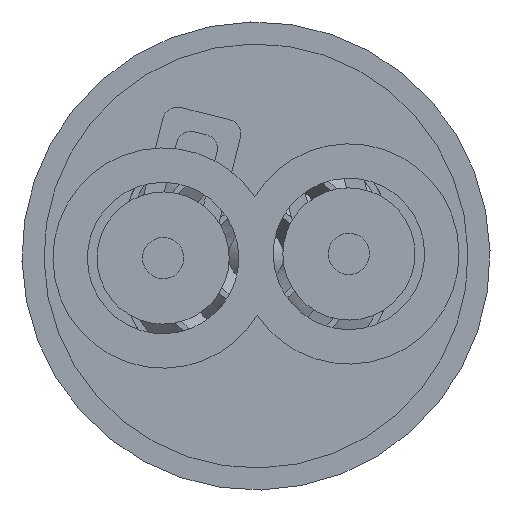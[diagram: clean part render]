
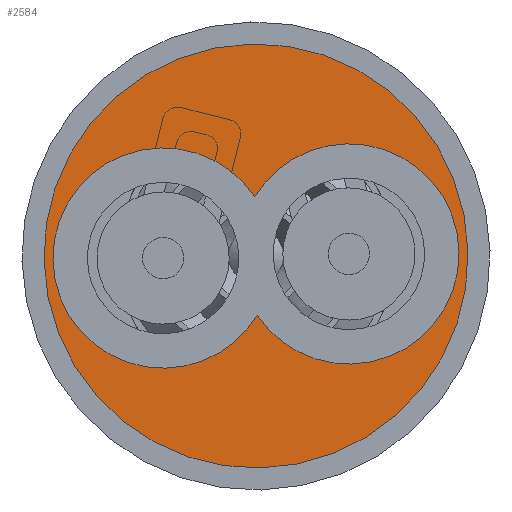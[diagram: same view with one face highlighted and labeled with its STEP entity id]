
A CAD part, front view. The second image highlights one B-rep face of the part: STEP entity #2584.
In plain terms, the highlighted planar face has unit normal (0, -1, 0).
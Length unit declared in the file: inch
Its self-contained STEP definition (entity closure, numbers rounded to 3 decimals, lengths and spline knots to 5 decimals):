
#28 = EDGE_CURVE ( 'NONE', #2007, #2677, #3055, .T. ) ;
#54 = EDGE_LOOP ( 'NONE', ( #2424, #2958, #2926, #2242, #1677, #2021 ) ) ;
#63 = ORIENTED_EDGE ( 'NONE', *, *, #3106, .F. ) ;
#68 = DIRECTION ( 'NONE',  ( 0., 0., -1. ) ) ;
#77 = VERTEX_POINT ( 'NONE', #1622 ) ;
#139 = CIRCLE ( 'NONE', #2293, 0.08 ) ;
#198 = EDGE_CURVE ( 'NONE', #282, #1988, #750, .T. ) ;
#282 = VERTEX_POINT ( 'NONE', #458 ) ;
#327 = VERTEX_POINT ( 'NONE', #1641 ) ;
#384 = AXIS2_PLACEMENT_3D ( 'NONE', #2278, #567, #2023 ) ;
#458 = CARTESIAN_POINT ( 'NONE',  ( 0.0675, -1.50238, -0.08 ) ) ;
#545 = AXIS2_PLACEMENT_3D ( 'NONE', #2889, #2745, #988 ) ;
#552 = EDGE_CURVE ( 'NONE', #77, #282, #2127, .T. ) ;
#567 = DIRECTION ( 'NONE',  ( 0., 1., 0. ) ) ;
#597 = DIRECTION ( 'NONE',  ( 0., 0., 1. ) ) ;
#629 = DIRECTION ( 'NONE',  ( 0., 1., 0. ) ) ;
#639 = FACE_OUTER_BOUND ( 'NONE', #2283, .T. ) ;
#664 = DIRECTION ( 'NONE',  ( 0., 0., -1. ) ) ;
#743 = AXIS2_PLACEMENT_3D ( 'NONE', #854, #1216, #597 ) ;
#747 = EDGE_CURVE ( 'NONE', #2361, #77, #2739, .T. ) ;
#750 = CIRCLE ( 'NONE', #384, 0.08 ) ;
#759 = DIRECTION ( 'NONE',  ( 0., 0., -1. ) ) ;
#779 = DIRECTION ( 'NONE',  ( 0., 1., 0. ) ) ;
#854 = CARTESIAN_POINT ( 'NONE',  ( 0., -1.50238, 0. ) ) ;
#906 = DIRECTION ( 'NONE',  ( 0., -1., 0. ) ) ;
#916 = AXIS2_PLACEMENT_3D ( 'NONE', #1338, #3027, #1580 ) ;
#923 = CARTESIAN_POINT ( 'NONE',  ( -0.0675, -1.50238, 0. ) ) ;
#934 = CARTESIAN_POINT ( 'NONE',  ( 0.0675, -1.50238, 0. ) ) ;
#988 = DIRECTION ( 'NONE',  ( 0., 0., -1. ) ) ;
#1032 = CARTESIAN_POINT ( 'NONE',  ( 0., -1.50238, -0.04294 ) ) ;
#1207 = CIRCLE ( 'NONE', #2845, 0.154 ) ;
#1216 = DIRECTION ( 'NONE',  ( 0., 1., 0. ) ) ;
#1293 = EDGE_CURVE ( 'NONE', #2677, #1988, #139, .T. ) ;
#1307 = AXIS2_PLACEMENT_3D ( 'NONE', #2527, #1582, #68 ) ;
#1338 = CARTESIAN_POINT ( 'NONE',  ( -0.0675, -1.50238, 0. ) ) ;
#1535 = CARTESIAN_POINT ( 'NONE',  ( -0.0675, -1.50238, 0.08 ) ) ;
#1580 = DIRECTION ( 'NONE',  ( 0., 0., -1. ) ) ;
#1582 = DIRECTION ( 'NONE',  ( 0., -1., 0. ) ) ;
#1597 = ORIENTED_EDGE ( 'NONE', *, *, #2360, .F. ) ;
#1622 = CARTESIAN_POINT ( 'NONE',  ( 0.0675, -1.50238, 0.08 ) ) ;
#1641 = CARTESIAN_POINT ( 'NONE',  ( 0., -1.50238, 0.154 ) ) ;
#1643 = CARTESIAN_POINT ( 'NONE',  ( -0.0675, -1.50238, 0. ) ) ;
#1677 = ORIENTED_EDGE ( 'NONE', *, *, #28, .F. ) ;
#1752 = VERTEX_POINT ( 'NONE', #3134 ) ;
#1988 = VERTEX_POINT ( 'NONE', #1032 ) ;
#2007 = VERTEX_POINT ( 'NONE', #1535 ) ;
#2021 = ORIENTED_EDGE ( 'NONE', *, *, #2248, .F. ) ;
#2023 = DIRECTION ( 'NONE',  ( 0., 0., -1. ) ) ;
#2050 = AXIS2_PLACEMENT_3D ( 'NONE', #934, #779, #759 ) ;
#2076 = CARTESIAN_POINT ( 'NONE',  ( 0., -1.50238, 0. ) ) ;
#2107 = DIRECTION ( 'NONE',  ( 0., -1., 0. ) ) ;
#2127 = CIRCLE ( 'NONE', #2050, 0.08 ) ;
#2242 = ORIENTED_EDGE ( 'NONE', *, *, #1293, .F. ) ;
#2248 = EDGE_CURVE ( 'NONE', #2361, #2007, #3044, .T. ) ;
#2278 = CARTESIAN_POINT ( 'NONE',  ( 0.0675, -1.50238, 0. ) ) ;
#2283 = EDGE_LOOP ( 'NONE', ( #63, #1597 ) ) ;
#2293 = AXIS2_PLACEMENT_3D ( 'NONE', #1643, #906, #664 ) ;
#2350 = DIRECTION ( 'NONE',  ( 0., 0., 1. ) ) ;
#2360 = EDGE_CURVE ( 'NONE', #1752, #327, #2974, .T. ) ;
#2361 = VERTEX_POINT ( 'NONE', #2420 ) ;
#2420 = CARTESIAN_POINT ( 'NONE',  ( 0., -1.50238, 0.04294 ) ) ;
#2424 = ORIENTED_EDGE ( 'NONE', *, *, #747, .T. ) ;
#2444 = FACE_BOUND ( 'NONE', #54, .T. ) ;
#2527 = CARTESIAN_POINT ( 'NONE',  ( -0.154, -1.50238, 0. ) ) ;
#2557 = DIRECTION ( 'NONE',  ( 0., 0., -1. ) ) ;
#2584 = ADVANCED_FACE ( 'NONE', ( #2444, #639 ), #3029, .T. ) ;
#2677 = VERTEX_POINT ( 'NONE', #2768 ) ;
#2739 = CIRCLE ( 'NONE', #545, 0.08 ) ;
#2745 = DIRECTION ( 'NONE',  ( 0., 1., 0. ) ) ;
#2768 = CARTESIAN_POINT ( 'NONE',  ( -0.0675, -1.50238, -0.08 ) ) ;
#2782 = AXIS2_PLACEMENT_3D ( 'NONE', #923, #2107, #2557 ) ;
#2845 = AXIS2_PLACEMENT_3D ( 'NONE', #2076, #629, #2350 ) ;
#2889 = CARTESIAN_POINT ( 'NONE',  ( 0.0675, -1.50238, 0. ) ) ;
#2926 = ORIENTED_EDGE ( 'NONE', *, *, #198, .T. ) ;
#2958 = ORIENTED_EDGE ( 'NONE', *, *, #552, .T. ) ;
#2974 = CIRCLE ( 'NONE', #743, 0.154 ) ;
#3027 = DIRECTION ( 'NONE',  ( 0., -1., 0. ) ) ;
#3029 = PLANE ( 'NONE',  #1307 ) ;
#3044 = CIRCLE ( 'NONE', #916, 0.08 ) ;
#3055 = CIRCLE ( 'NONE', #2782, 0.08 ) ;
#3106 = EDGE_CURVE ( 'NONE', #327, #1752, #1207, .T. ) ;
#3134 = CARTESIAN_POINT ( 'NONE',  ( 0., -1.50238, -0.154 ) ) ;
